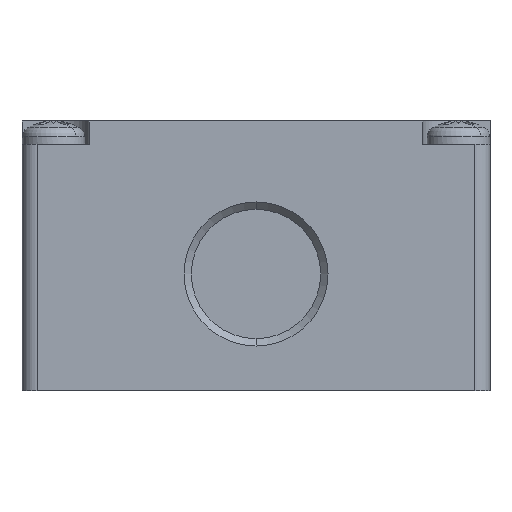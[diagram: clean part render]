
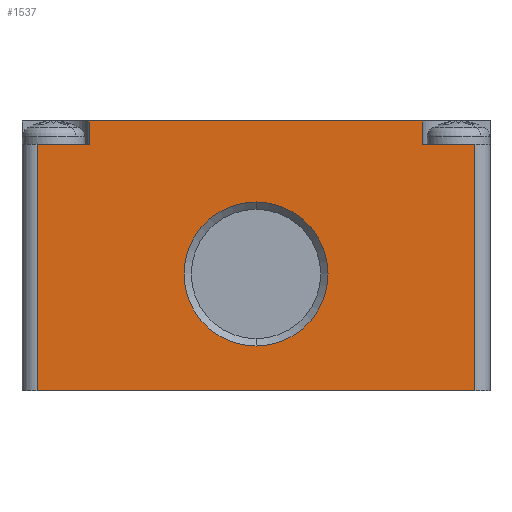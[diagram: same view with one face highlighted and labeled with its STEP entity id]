
A CAD part, front view. The second image highlights one B-rep face of the part: STEP entity #1537.
In plain terms, the highlighted planar face has unit normal (0, -1, 0).
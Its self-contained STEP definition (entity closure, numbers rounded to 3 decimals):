
#943=FACE_BOUND('',#2429,.T.);
#944=FACE_BOUND('',#2430,.T.);
#1070=CIRCLE('',#7225,8.);
#1094=CIRCLE('',#7282,8.);
#1537=ADVANCED_FACE('NONE',(#943,#944),#1789,.T.);
#1789=PLANE('',#7283);
#2429=EDGE_LOOP('',(#4886,#4887));
#2430=EDGE_LOOP('',(#4888,#4889,#4890,#4891,#4892,#4893,#4894,#4895));
#2951=LINE('',#11553,#3486);
#2953=LINE('',#11559,#3488);
#2958=LINE('',#11567,#3493);
#2960=LINE('',#11571,#3495);
#2962=LINE('',#11578,#3497);
#3008=LINE('',#11684,#3543);
#3019=LINE('',#11726,#3554);
#3021=LINE('',#11730,#3556);
#3486=VECTOR('',#8471,1.);
#3488=VECTOR('',#8477,1.);
#3493=VECTOR('',#8484,1.);
#3495=VECTOR('',#8488,1.);
#3497=VECTOR('',#8496,1.);
#3543=VECTOR('',#8602,1.);
#3554=VECTOR('',#8645,1.);
#3556=VECTOR('',#8651,1.);
#4886=ORIENTED_EDGE('',*,*,#6677,.T.);
#4887=ORIENTED_EDGE('',*,*,#6581,.T.);
#4888=ORIENTED_EDGE('',*,*,#6678,.T.);
#4889=ORIENTED_EDGE('',*,*,#6653,.T.);
#4890=ORIENTED_EDGE('',*,*,#6584,.T.);
#4891=ORIENTED_EDGE('',*,*,#6587,.T.);
#4892=ORIENTED_EDGE('',*,*,#6592,.T.);
#4893=ORIENTED_EDGE('',*,*,#6594,.T.);
#4894=ORIENTED_EDGE('',*,*,#6598,.T.);
#4895=ORIENTED_EDGE('',*,*,#6675,.T.);
#5799=VERTEX_POINT('',#11545);
#5800=VERTEX_POINT('',#11547);
#5801=VERTEX_POINT('',#11552);
#5802=VERTEX_POINT('',#11554);
#5804=VERTEX_POINT('',#11560);
#5805=VERTEX_POINT('',#11566);
#5806=VERTEX_POINT('',#11570);
#5808=VERTEX_POINT('',#11577);
#5837=VERTEX_POINT('',#11681);
#5849=VERTEX_POINT('',#11725);
#6581=EDGE_CURVE('NONE',#5799,#5800,#1070,.T.);
#6584=EDGE_CURVE('NONE',#5802,#5801,#2951,.T.);
#6587=EDGE_CURVE('NONE',#5801,#5804,#2953,.T.);
#6592=EDGE_CURVE('NONE',#5804,#5805,#2958,.T.);
#6594=EDGE_CURVE('NONE',#5805,#5806,#2960,.T.);
#6598=EDGE_CURVE('NONE',#5806,#5808,#2962,.T.);
#6653=EDGE_CURVE('NONE',#5837,#5802,#3008,.T.);
#6675=EDGE_CURVE('NONE',#5808,#5849,#3019,.T.);
#6677=EDGE_CURVE('NONE',#5800,#5799,#1094,.T.);
#6678=EDGE_CURVE('NONE',#5849,#5837,#3021,.T.);
#7225=AXIS2_PLACEMENT_3D('',#11548,#8464,#8465);
#7282=AXIS2_PLACEMENT_3D('',#11729,#8649,#8650);
#7283=AXIS2_PLACEMENT_3D('',#11731,#8652,#8653);
#8464=DIRECTION('',(0.,1.,0.));
#8465=DIRECTION('',(0.,0.,-1.));
#8471=DIRECTION('',(-1.,0.,0.));
#8477=DIRECTION('',(0.,0.,1.));
#8484=DIRECTION('',(-1.,0.,0.));
#8488=DIRECTION('',(0.,0.,-1.));
#8496=DIRECTION('',(-1.,0.,0.));
#8602=DIRECTION('',(0.,0.,1.));
#8645=DIRECTION('',(0.,0.,-1.));
#8649=DIRECTION('',(0.,1.,0.));
#8650=DIRECTION('',(0.,0.,-1.));
#8651=DIRECTION('',(1.,0.,0.));
#8652=DIRECTION('',(0.,-1.,0.));
#8653=DIRECTION('',(0.,0.,1.));
#11545=CARTESIAN_POINT('',(26.,0.,21.));
#11547=CARTESIAN_POINT('',(26.,0.,5.));
#11548=CARTESIAN_POINT('',(26.,0.,13.));
#11552=CARTESIAN_POINT('',(44.5,0.,27.4));
#11553=CARTESIAN_POINT('',(26.,0.,27.4));
#11554=CARTESIAN_POINT('',(50.3,0.,27.4));
#11559=CARTESIAN_POINT('',(44.5,0.,0.));
#11560=CARTESIAN_POINT('',(44.5,0.,30.));
#11566=CARTESIAN_POINT('',(7.5,0.,30.));
#11567=CARTESIAN_POINT('',(26.,0.,30.));
#11570=CARTESIAN_POINT('',(7.5,0.,27.4));
#11571=CARTESIAN_POINT('',(7.5,0.,0.));
#11577=CARTESIAN_POINT('',(1.7,0.,27.4));
#11578=CARTESIAN_POINT('',(26.,0.,27.4));
#11681=CARTESIAN_POINT('',(50.3,0.,0.));
#11684=CARTESIAN_POINT('',(50.3,0.,0.));
#11725=CARTESIAN_POINT('',(1.7,0.,0.));
#11726=CARTESIAN_POINT('',(1.7,0.,0.));
#11729=CARTESIAN_POINT('',(26.,0.,13.));
#11730=CARTESIAN_POINT('',(26.,0.,0.));
#11731=CARTESIAN_POINT('',(26.,0.,0.));
